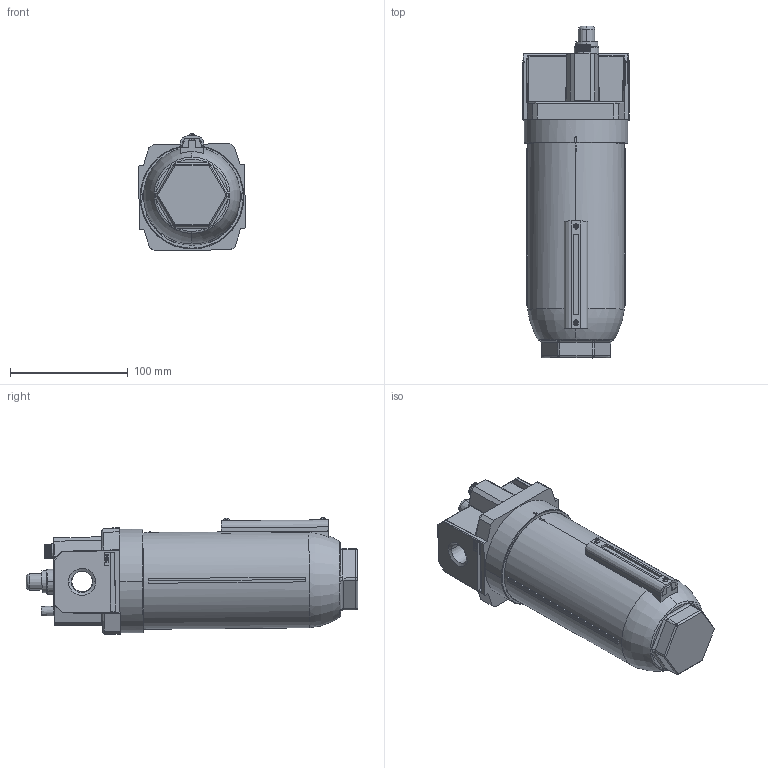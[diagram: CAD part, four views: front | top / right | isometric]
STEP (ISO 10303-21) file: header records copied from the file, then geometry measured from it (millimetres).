
FILE_DESCRIPTION (( 'STEP AP214' ), '1' );
FILE_NAME ('L90.STEP', '2021-11-23T02:30:23', ( 'User' ), ( '' ), 'SwSTEP 2.0', 'SolidWorks 2014', '' );
FILE_SCHEMA (( 'AUTOMOTIVE_DESIGN' ));
Length unit declared in the file: millimetre
Products named in the file (21): L9101修改; L90; 十字圓頭螺絲; F7029; 70液面計; L8016; L8015; L8013; L50調油螺絲; 20141103-F9102A-02
Assembly tree (13 placements, depth 2):
  L9101修改
  L90
    L9101修改
    20141103-F9102A-02
    L50調油螺絲
    L8013
    L8015
    L8016
    70液面計
    F7029
    十字圓頭螺絲  x2
  L90
    十字圓頭螺絲
    十字圓頭螺絲
    L8013
  F7029
  70液面計
Bounding box: 90.46 x 281.74 x 99.3 mm (x, y, z)
Volume: 575369.8 mm3; surface area: 176047.9 mm2
Topology: 10 solids, 10 shells, 1737 faces, 4257 edges, 2581 vertices
Faces by surface type: plane 760, cylinder 575, bspline 224, torus 77, cone 66, sphere 35
Entity records: 59755 total; most frequent: CARTESIAN_POINT 21627, ORIENTED_EDGE 8188, DIRECTION 7405, EDGE_CURVE 4094, AXIS2_PLACEMENT_3D 2632, VERTEX_POINT 2489, LINE 2141, VECTOR 2141
